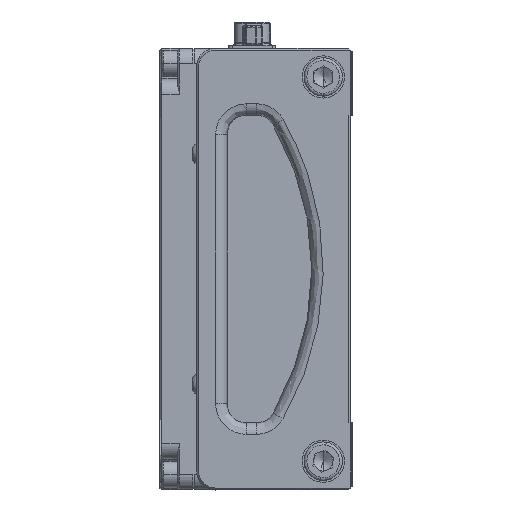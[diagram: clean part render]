
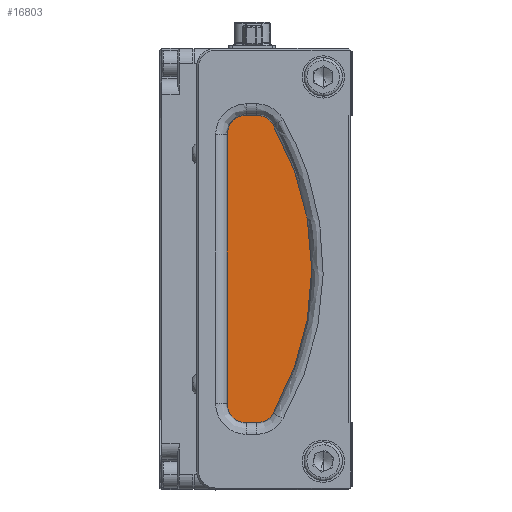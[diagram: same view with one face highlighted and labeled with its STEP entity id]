
A CAD part, left-side view. The second image highlights one B-rep face of the part: STEP entity #16803.
In plain terms, the highlighted planar face has unit normal (-1, 0, 0).
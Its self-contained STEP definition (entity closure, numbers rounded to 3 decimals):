
#1368 = CARTESIAN_POINT ( 'NONE',  ( -101.552, 32.5, -92.5 ) ) ;
#1739 = DIRECTION ( 'NONE',  ( 0., 0., 1. ) ) ;
#2219 = VECTOR ( 'NONE', #36115, 1000. ) ;
#3477 = DIRECTION ( 'NONE',  ( 0., 0., 1. ) ) ;
#4417 = CARTESIAN_POINT ( 'NONE',  ( -101.552, 27.5, -17.5 ) ) ;
#5008 = EDGE_CURVE ( 'NONE', #48550, #68626, #57217, .T. ) ;
#6808 = VERTEX_POINT ( 'NONE', #39472 ) ;
#9377 = ORIENTED_EDGE ( 'NONE', *, *, #42251, .T. ) ;
#9901 = DIRECTION ( 'NONE',  ( 0., 0., 1. ) ) ;
#11058 = DIRECTION ( 'NONE',  ( 0., 0., -1. ) ) ;
#12459 = AXIS2_PLACEMENT_3D ( 'NONE', #27065, #47708, #9901 ) ;
#12544 = DIRECTION ( 'NONE',  ( -1., 0., 0. ) ) ;
#12918 = CARTESIAN_POINT ( 'NONE',  ( -101.552, 24.878, -22.5 ) ) ;
#13939 = EDGE_CURVE ( 'NONE', #68626, #58327, #49783, .T. ) ;
#14453 = CARTESIAN_POINT ( 'NONE',  ( -101.552, 24.878, -97.5 ) ) ;
#16007 = CIRCLE ( 'NONE', #12459, 5. ) ;
#16803 = ADVANCED_FACE ( 'NONE', ( #27222 ), #39135, .T. ) ;
#17445 = CARTESIAN_POINT ( 'NONE',  ( -101.552, 24.878, -17.5 ) ) ;
#17720 = DIRECTION ( 'NONE',  ( 0., 0., 1. ) ) ;
#17785 = CARTESIAN_POINT ( 'NONE',  ( -101.552, 32.5, -92.5 ) ) ;
#17974 = ORIENTED_EDGE ( 'NONE', *, *, #31352, .T. ) ;
#18208 = ORIENTED_EDGE ( 'NONE', *, *, #5008, .T. ) ;
#19510 = AXIS2_PLACEMENT_3D ( 'NONE', #61885, #26846, #33163 ) ;
#19679 = VERTEX_POINT ( 'NONE', #50149 ) ;
#19880 = CIRCLE ( 'NONE', #37711, 5. ) ;
#21371 = CARTESIAN_POINT ( 'NONE',  ( -101.552, 85.5, -57.5 ) ) ;
#22305 = CARTESIAN_POINT ( 'NONE',  ( -101.552, 24.878, -97.5 ) ) ;
#22438 = VECTOR ( 'NONE', #11058, 1000. ) ;
#22929 = DIRECTION ( 'NONE',  ( 0., 1., 0. ) ) ;
#23025 = ORIENTED_EDGE ( 'NONE', *, *, #13939, .T. ) ;
#24941 = LINE ( 'NONE', #14453, #2219 ) ;
#25251 = EDGE_CURVE ( 'NONE', #68420, #50692, #19880, .T. ) ;
#25578 = EDGE_LOOP ( 'NONE', ( #26487, #31833, #33359, #17974, #18208, #23025, #9377, #35151 ) ) ;
#26487 = ORIENTED_EDGE ( 'NONE', *, *, #55371, .T. ) ;
#26846 = DIRECTION ( 'NONE',  ( -1., 0., 0. ) ) ;
#27065 = CARTESIAN_POINT ( 'NONE',  ( -101.552, 27.5, -92.5 ) ) ;
#27222 = FACE_OUTER_BOUND ( 'NONE', #25578, .T. ) ;
#29815 = AXIS2_PLACEMENT_3D ( 'NONE', #12918, #12544, #1739 ) ;
#31352 = EDGE_CURVE ( 'NONE', #50692, #48550, #44397, .T. ) ;
#31833 = ORIENTED_EDGE ( 'NONE', *, *, #46419, .T. ) ;
#33163 = DIRECTION ( 'NONE',  ( 0., 0., 1. ) ) ;
#33359 = ORIENTED_EDGE ( 'NONE', *, *, #25251, .T. ) ;
#35151 = ORIENTED_EDGE ( 'NONE', *, *, #46591, .T. ) ;
#35243 = CARTESIAN_POINT ( 'NONE',  ( -101.552, 24.878, -92.5 ) ) ;
#35774 = DIRECTION ( 'NONE',  ( 0., 0., 1. ) ) ;
#36115 = DIRECTION ( 'NONE',  ( 0., -1., 0. ) ) ;
#37711 = AXIS2_PLACEMENT_3D ( 'NONE', #35243, #45326, #17720 ) ;
#38436 = AXIS2_PLACEMENT_3D ( 'NONE', #21371, #66850, #3477 ) ;
#39135 = PLANE ( 'NONE',  #19510 ) ;
#39472 = CARTESIAN_POINT ( 'NONE',  ( -101.552, 32.5, -22.5 ) ) ;
#40060 = VERTEX_POINT ( 'NONE', #1368 ) ;
#40159 = LINE ( 'NONE', #17785, #22438 ) ;
#41063 = CARTESIAN_POINT ( 'NONE',  ( -101.552, 20.548, -95. ) ) ;
#42251 = EDGE_CURVE ( 'NONE', #58327, #6808, #70656, .T. ) ;
#44397 = CIRCLE ( 'NONE', #38436, 75. ) ;
#45326 = DIRECTION ( 'NONE',  ( -1., 0., 0. ) ) ;
#46419 = EDGE_CURVE ( 'NONE', #19679, #68420, #24941, .T. ) ;
#46591 = EDGE_CURVE ( 'NONE', #6808, #40060, #40159, .T. ) ;
#47325 = CARTESIAN_POINT ( 'NONE',  ( -101.552, 27.5, -22.5 ) ) ;
#47699 = DIRECTION ( 'NONE',  ( -1., 0., 0. ) ) ;
#47708 = DIRECTION ( 'NONE',  ( -1., 0., 0. ) ) ;
#48550 = VERTEX_POINT ( 'NONE', #51470 ) ;
#49260 = AXIS2_PLACEMENT_3D ( 'NONE', #47325, #47699, #35774 ) ;
#49783 = LINE ( 'NONE', #72525, #55590 ) ;
#50149 = CARTESIAN_POINT ( 'NONE',  ( -101.552, 27.5, -97.5 ) ) ;
#50692 = VERTEX_POINT ( 'NONE', #41063 ) ;
#51470 = CARTESIAN_POINT ( 'NONE',  ( -101.552, 20.548, -20. ) ) ;
#55371 = EDGE_CURVE ( 'NONE', #40060, #19679, #16007, .T. ) ;
#55590 = VECTOR ( 'NONE', #22929, 1000. ) ;
#57217 = CIRCLE ( 'NONE', #29815, 5. ) ;
#58327 = VERTEX_POINT ( 'NONE', #4417 ) ;
#61885 = CARTESIAN_POINT ( 'NONE',  ( -101.552, 24.878, -92.5 ) ) ;
#66850 = DIRECTION ( 'NONE',  ( -1., 0., 0. ) ) ;
#68420 = VERTEX_POINT ( 'NONE', #22305 ) ;
#68626 = VERTEX_POINT ( 'NONE', #17445 ) ;
#70656 = CIRCLE ( 'NONE', #49260, 5. ) ;
#72525 = CARTESIAN_POINT ( 'NONE',  ( -101.552, 24.878, -17.5 ) ) ;
